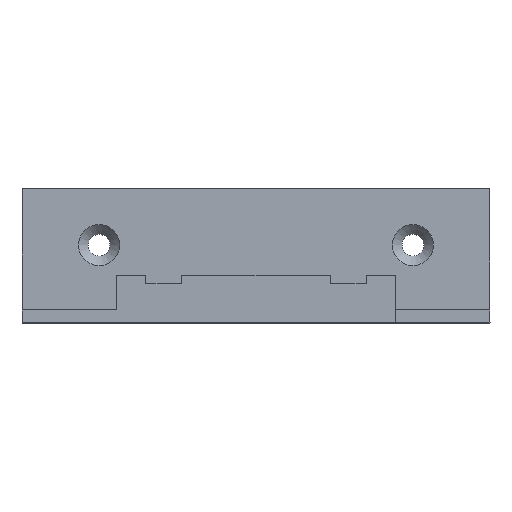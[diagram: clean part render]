
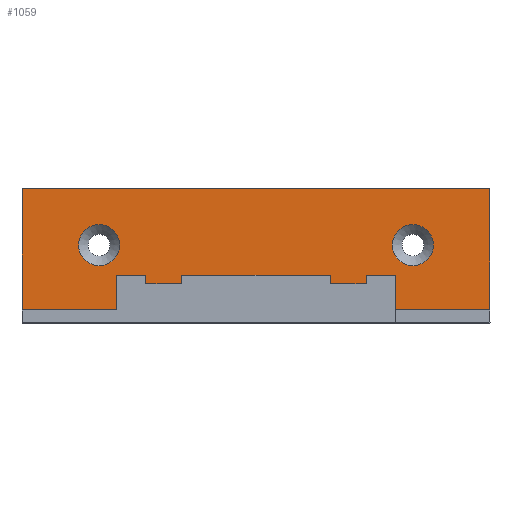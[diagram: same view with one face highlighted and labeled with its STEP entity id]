
A CAD part, top view. The second image highlights one B-rep face of the part: STEP entity #1059.
In plain terms, the highlighted planar face has unit normal (0, 0, 1).
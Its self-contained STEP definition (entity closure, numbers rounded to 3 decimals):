
#23=FACE_BOUND('',#91,.T.);
#24=FACE_BOUND('',#92,.T.);
#28=CIRCLE('',#1130,4.75);
#29=CIRCLE('',#1131,4.75);
#35=FACE_OUTER_BOUND('',#90,.T.);
#90=EDGE_LOOP('',(#723,#724,#725,#726,#727,#728,#729,#730,#731,#732,#733,
#734,#735,#736,#737,#738,#739,#740,#741));
#91=EDGE_LOOP('',(#742));
#92=EDGE_LOOP('',(#743));
#160=LINE('',#1494,#309);
#162=LINE('',#1498,#311);
#164=LINE('',#1502,#313);
#165=LINE('',#1504,#314);
#166=LINE('',#1506,#315);
#167=LINE('',#1508,#316);
#168=LINE('',#1510,#317);
#169=LINE('',#1512,#318);
#170=LINE('',#1514,#319);
#171=LINE('',#1516,#320);
#172=LINE('',#1518,#321);
#173=LINE('',#1520,#322);
#174=LINE('',#1522,#323);
#175=LINE('',#1524,#324);
#176=LINE('',#1526,#325);
#177=LINE('',#1528,#326);
#178=LINE('',#1530,#327);
#179=LINE('',#1532,#328);
#180=LINE('',#1533,#329);
#309=VECTOR('',#1210,10.);
#311=VECTOR('',#1214,10.);
#313=VECTOR('',#1218,10.);
#314=VECTOR('',#1219,10.);
#315=VECTOR('',#1220,10.);
#316=VECTOR('',#1221,10.);
#317=VECTOR('',#1222,10.);
#318=VECTOR('',#1223,10.);
#319=VECTOR('',#1224,10.);
#320=VECTOR('',#1225,10.);
#321=VECTOR('',#1226,10.);
#322=VECTOR('',#1227,10.);
#323=VECTOR('',#1228,10.);
#324=VECTOR('',#1229,10.);
#325=VECTOR('',#1230,10.);
#326=VECTOR('',#1231,10.);
#327=VECTOR('',#1232,10.);
#328=VECTOR('',#1233,10.);
#329=VECTOR('',#1234,10.);
#459=VERTEX_POINT('',#1491);
#460=VERTEX_POINT('',#1493);
#461=VERTEX_POINT('',#1497);
#462=VERTEX_POINT('',#1501);
#463=VERTEX_POINT('',#1503);
#464=VERTEX_POINT('',#1505);
#465=VERTEX_POINT('',#1507);
#466=VERTEX_POINT('',#1509);
#467=VERTEX_POINT('',#1511);
#468=VERTEX_POINT('',#1513);
#469=VERTEX_POINT('',#1515);
#470=VERTEX_POINT('',#1517);
#471=VERTEX_POINT('',#1519);
#472=VERTEX_POINT('',#1521);
#473=VERTEX_POINT('',#1523);
#474=VERTEX_POINT('',#1525);
#475=VERTEX_POINT('',#1527);
#476=VERTEX_POINT('',#1529);
#477=VERTEX_POINT('',#1531);
#478=VERTEX_POINT('',#1534);
#479=VERTEX_POINT('',#1536);
#561=EDGE_CURVE('',#460,#459,#160,.T.);
#563=EDGE_CURVE('',#461,#460,#162,.T.);
#565=EDGE_CURVE('',#459,#462,#164,.T.);
#566=EDGE_CURVE('',#462,#463,#165,.T.);
#567=EDGE_CURVE('',#464,#463,#166,.T.);
#568=EDGE_CURVE('',#465,#464,#167,.T.);
#569=EDGE_CURVE('',#465,#466,#168,.T.);
#570=EDGE_CURVE('',#466,#467,#169,.T.);
#571=EDGE_CURVE('',#467,#468,#170,.T.);
#572=EDGE_CURVE('',#468,#469,#171,.T.);
#573=EDGE_CURVE('',#469,#470,#172,.T.);
#574=EDGE_CURVE('',#470,#471,#173,.T.);
#575=EDGE_CURVE('',#471,#472,#174,.T.);
#576=EDGE_CURVE('',#472,#473,#175,.T.);
#577=EDGE_CURVE('',#473,#474,#176,.T.);
#578=EDGE_CURVE('',#474,#475,#177,.T.);
#579=EDGE_CURVE('',#476,#475,#178,.T.);
#580=EDGE_CURVE('',#477,#476,#179,.T.);
#581=EDGE_CURVE('',#461,#477,#180,.T.);
#582=EDGE_CURVE('',#478,#478,#28,.T.);
#583=EDGE_CURVE('',#479,#479,#29,.T.);
#723=ORIENTED_EDGE('',*,*,#563,.T.);
#724=ORIENTED_EDGE('',*,*,#561,.T.);
#725=ORIENTED_EDGE('',*,*,#565,.T.);
#726=ORIENTED_EDGE('',*,*,#566,.T.);
#727=ORIENTED_EDGE('',*,*,#567,.F.);
#728=ORIENTED_EDGE('',*,*,#568,.F.);
#729=ORIENTED_EDGE('',*,*,#569,.T.);
#730=ORIENTED_EDGE('',*,*,#570,.T.);
#731=ORIENTED_EDGE('',*,*,#571,.T.);
#732=ORIENTED_EDGE('',*,*,#572,.T.);
#733=ORIENTED_EDGE('',*,*,#573,.T.);
#734=ORIENTED_EDGE('',*,*,#574,.T.);
#735=ORIENTED_EDGE('',*,*,#575,.T.);
#736=ORIENTED_EDGE('',*,*,#576,.T.);
#737=ORIENTED_EDGE('',*,*,#577,.T.);
#738=ORIENTED_EDGE('',*,*,#578,.T.);
#739=ORIENTED_EDGE('',*,*,#579,.F.);
#740=ORIENTED_EDGE('',*,*,#580,.F.);
#741=ORIENTED_EDGE('',*,*,#581,.F.);
#742=ORIENTED_EDGE('',*,*,#582,.F.);
#743=ORIENTED_EDGE('',*,*,#583,.F.);
#1010=PLANE('',#1129);
#1059=ADVANCED_FACE('',(#35,#23,#24),#1010,.T.);
#1129=AXIS2_PLACEMENT_3D('',#1500,#1216,#1217);
#1130=AXIS2_PLACEMENT_3D('',#1535,#1235,#1236);
#1131=AXIS2_PLACEMENT_3D('',#1537,#1237,#1238);
#1210=DIRECTION('',(0.,-1.,0.));
#1214=DIRECTION('',(1.,0.,0.));
#1216=DIRECTION('center_axis',(0.,0.,1.));
#1217=DIRECTION('ref_axis',(1.,0.,0.));
#1218=DIRECTION('',(1.,0.,0.));
#1219=DIRECTION('',(0.,1.,0.));
#1220=DIRECTION('',(-1.,0.,0.));
#1221=DIRECTION('',(0.,1.,0.));
#1222=DIRECTION('',(1.,0.,0.));
#1223=DIRECTION('',(0.,1.,0.));
#1224=DIRECTION('',(1.,0.,0.));
#1225=DIRECTION('',(0.,-1.,0.));
#1226=DIRECTION('',(1.,0.,0.));
#1227=DIRECTION('',(0.,1.,0.));
#1228=DIRECTION('',(1.,0.,0.));
#1229=DIRECTION('',(0.,-1.,0.));
#1230=DIRECTION('',(1.,0.,0.));
#1231=DIRECTION('',(0.,1.,0.));
#1232=DIRECTION('',(1.,0.,0.));
#1233=DIRECTION('',(0.,1.,0.));
#1234=DIRECTION('',(-1.,0.,0.));
#1235=DIRECTION('center_axis',(0.,0.,1.));
#1236=DIRECTION('ref_axis',(1.,0.,0.));
#1237=DIRECTION('center_axis',(0.,0.,1.));
#1238=DIRECTION('ref_axis',(1.,0.,0.));
#1491=CARTESIAN_POINT('',(-32.15,0.,3.8));
#1493=CARTESIAN_POINT('',(-32.15,3.,3.8));
#1494=CARTESIAN_POINT('',(-32.15,0.,3.8));
#1497=CARTESIAN_POINT('',(-48.195,3.,3.8));
#1498=CARTESIAN_POINT('',(-32.811,3.,3.8));
#1500=CARTESIAN_POINT('Origin',(-25.45,0.,3.8));
#1501=CARTESIAN_POINT('',(-24.195,0.,3.8));
#1502=CARTESIAN_POINT('',(-54.,0.,3.8));
#1503=CARTESIAN_POINT('',(-24.195,9.,3.8));
#1504=CARTESIAN_POINT('',(-24.195,0.,3.8));
#1505=CARTESIAN_POINT('',(-12.,9.,3.8));
#1506=CARTESIAN_POINT('',(-54.,9.,3.8));
#1507=CARTESIAN_POINT('',(-12.,3.,3.8));
#1508=CARTESIAN_POINT('',(-12.,0.,3.8));
#1509=CARTESIAN_POINT('',(12.,3.,3.8));
#1510=CARTESIAN_POINT('',(-12.725,3.,3.8));
#1511=CARTESIAN_POINT('',(12.,9.,3.8));
#1512=CARTESIAN_POINT('',(12.,0.,3.8));
#1513=CARTESIAN_POINT('',(24.195,9.,3.8));
#1514=CARTESIAN_POINT('',(-3.676,9.,3.8));
#1515=CARTESIAN_POINT('',(24.195,0.,3.8));
#1516=CARTESIAN_POINT('',(24.195,0.,3.8));
#1517=CARTESIAN_POINT('',(32.15,0.,3.8));
#1518=CARTESIAN_POINT('',(-54.,0.,3.8));
#1519=CARTESIAN_POINT('',(32.15,3.,3.8));
#1520=CARTESIAN_POINT('',(32.15,0.,3.8));
#1521=CARTESIAN_POINT('',(48.195,3.,3.8));
#1522=CARTESIAN_POINT('',(7.361,3.,3.8));
#1523=CARTESIAN_POINT('',(48.195,0.,3.8));
#1524=CARTESIAN_POINT('',(48.195,0.,3.8));
#1525=CARTESIAN_POINT('',(54.,0.,3.8));
#1526=CARTESIAN_POINT('',(-54.,0.,3.8));
#1527=CARTESIAN_POINT('',(54.,31.,3.8));
#1528=CARTESIAN_POINT('',(54.,0.,3.8));
#1529=CARTESIAN_POINT('',(-54.,31.,3.8));
#1530=CARTESIAN_POINT('',(-54.,31.,3.8));
#1531=CARTESIAN_POINT('',(-54.,3.,3.8));
#1532=CARTESIAN_POINT('',(-54.,0.,3.8));
#1533=CARTESIAN_POINT('',(-48.538,3.,3.8));
#1534=CARTESIAN_POINT('',(31.445,18.,3.8));
#1535=CARTESIAN_POINT('Origin',(36.195,18.,3.8));
#1536=CARTESIAN_POINT('',(-40.945,18.,3.8));
#1537=CARTESIAN_POINT('Origin',(-36.195,18.,3.8));
